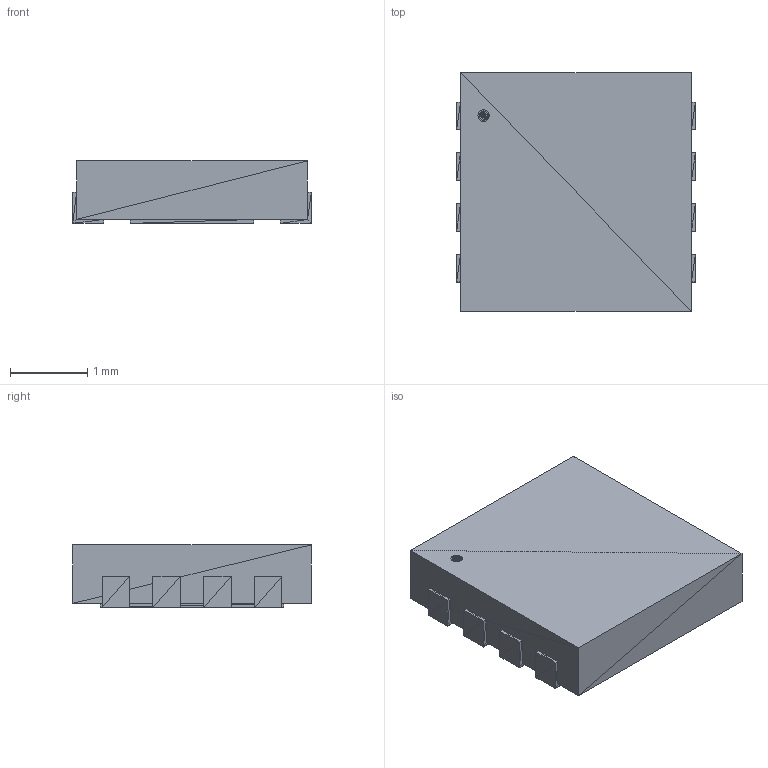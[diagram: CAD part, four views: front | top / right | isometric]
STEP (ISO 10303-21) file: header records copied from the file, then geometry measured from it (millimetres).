
FILE_DESCRIPTION(('STEP AP214'),'1');
FILE_NAME('21-0137I_T833-2','2018-12-17T19:15:26',(''),(''),'','','');
FILE_SCHEMA(('AUTOMOTIVE_DESIGN'));
Length unit declared in the file: millimetre
Products named in the file (1): product
Bounding box: 3.1 x 3.1 x 0.81 mm (x, y, z)
Surface area: 41.1 mm2 (no closed solid volume)
Topology: 0 solids, 312 shells, 312 faces, 936 edges, 936 vertices
Faces by surface type: plane 312
Entity records: 10355 total; most frequent: CARTESIAN_POINT 2185, DIRECTION 1562, ORIENTED_EDGE 936, EDGE_CURVE 936, VERTEX_POINT 936, LINE 936, VECTOR 936, AXIS2_PLACEMENT_3D 313
